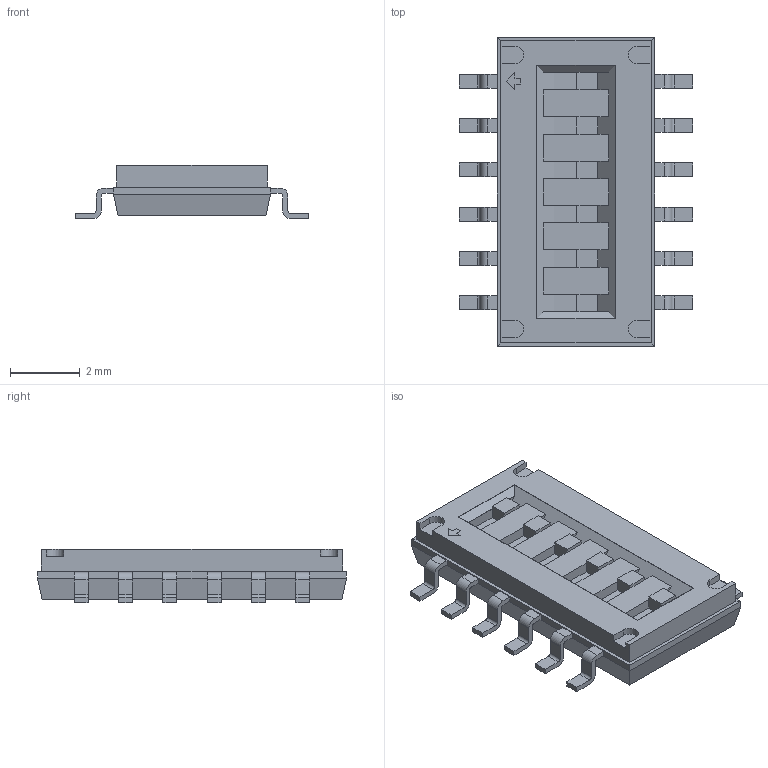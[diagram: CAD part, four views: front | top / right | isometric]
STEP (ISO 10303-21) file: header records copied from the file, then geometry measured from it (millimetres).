
FILE_DESCRIPTION(/* description */ ('model of SW_DIP_SPSTx06_Slide_Omron_A6H-6101_W6.15mm_P1.27mm'),/* implementation_level */ '2;1');
FILE_NAME(/* name */ 'SW_DIP_SPSTx06_Slide_Omron_A6H-6101_W6.15mm_P1.27mm.step',/* time_stamp */ '2018-12-27T15:13:04',/* author */ ('Terje Io','https://github.com/terjeio'),/* organization */ ('FreeCAD'),/* preprocessor_version */ 'OCC',/* originating_system */ 'kicad StepUp',/* authorisation */ '');
FILE_SCHEMA(('AUTOMOTIVE_DESIGN { 1 0 10303 214 1 1 1 1 }'));
Length unit declared in the file: millimetre
Products named in the file (1): SW_DIP_SPSTx06_Slide_Omron_A6H_6101_W615mm_P127mm
Bounding box: 6.7 x 8.85 x 1.52 mm (x, y, z)
Volume: 52.4 mm3; surface area: 146.7 mm2
Topology: 1 solids, 1 shells, 272 faces, 735 edges, 479 vertices
Faces by surface type: plane 212, cylinder 52, bspline 8
Entity records: 5569 total; most frequent: ORIENTED_EDGE 1191, EDGE_CURVE 735, CARTESIAN_POINT 698, LINE 539, VERTEX_POINT 479, AXIS2_PLACEMENT_3D 319, FACE_BOUND 286, EDGE_LOOP 286
